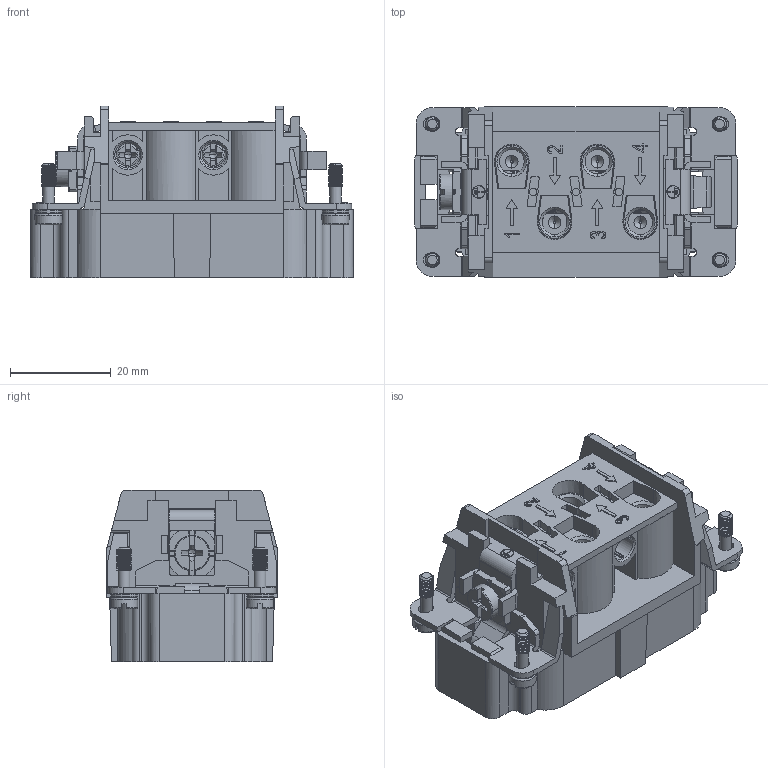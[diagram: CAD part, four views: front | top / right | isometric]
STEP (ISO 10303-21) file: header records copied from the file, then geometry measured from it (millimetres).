
FILE_DESCRIPTION(/* description */ (''),/* implementation_level */ '2;1');
FILE_NAME(/* name */ 'HSB-004-M.stp',/* time_stamp */ '2022-11-28T15:31:54+08:00',/* author */ (''),/* organization */ (''),/* preprocessor_version */ 'ST-DEVELOPER v16',/* originating_system */ 'SIEMENS PLM Software NX 10.0',/* authorisation */ '');
FILE_SCHEMA (('AUTOMOTIVE_DESIGN { 1 0 10303 214 3 1 1 1 }'));
Products named in the file (1): Admi4A24BB90zrgl
Bounding box: 64 x 33.8 x 34.1 mm (x, y, z)
Volume: 21716.1 mm3; surface area: 24826.8 mm2
Topology: 1 solids, 2 shells, 1712 faces, 4909 edges, 3187 vertices
Faces by surface type: plane 844, cylinder 534, cone 128, torus 92, bspline 80, sphere 18, extrusion 16
Full cylindrical faces by diameter (mm): 1.5 x3, 2.35 x4, 2.4 x2, 2.562 x2, 3.5 x4, 3.7 x4, 4 x1, 4.2 x4, 5.2 x4, 5.4 x4, 5.5 x4, 6.4 x2
Entity records: 89019 total; most frequent: CARTESIAN_POINT 46242, ORIENTED_EDGE 9530, DIRECTION 8076, EDGE_CURVE 4765, VERTEX_POINT 3135, AXIS2_PLACEMENT_3D 2751, VECTOR 2574, LINE 2558
